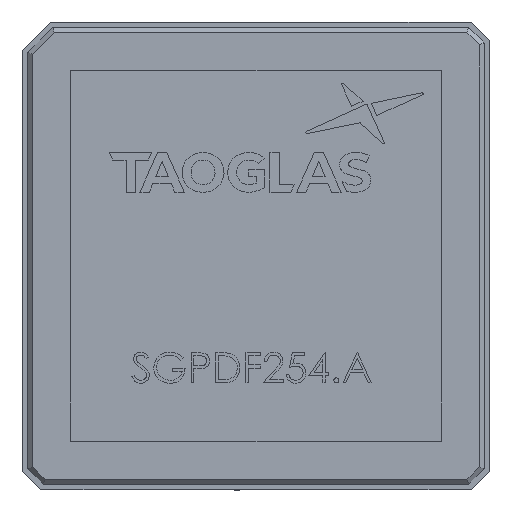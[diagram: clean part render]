
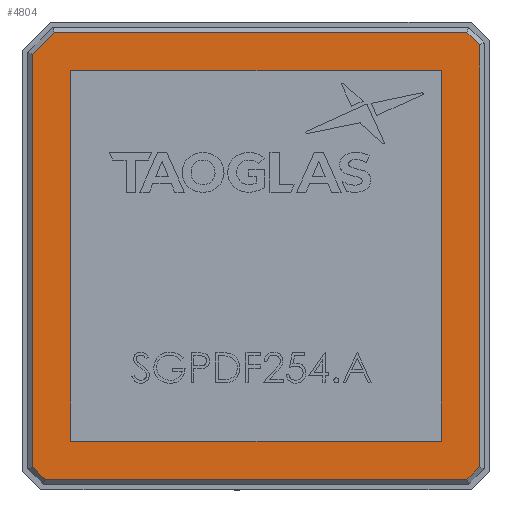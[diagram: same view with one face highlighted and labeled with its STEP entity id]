
A CAD part, top view. The second image highlights one B-rep face of the part: STEP entity #4804.
In plain terms, the highlighted planar face has unit normal (0, 0, 1).
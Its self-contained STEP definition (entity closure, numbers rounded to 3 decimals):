
#44 = VECTOR ( 'NONE', #4052, 1000. ) ;
#116 = DIRECTION ( 'NONE',  ( 0.707, -0.707, 0. ) ) ;
#128 = EDGE_CURVE ( 'NONE', #5396, #1225, #2742, .T. ) ;
#159 = CARTESIAN_POINT ( 'NONE',  ( 24.523, 1.301, 4. ) ) ;
#161 = EDGE_CURVE ( 'NONE', #3004, #4813, #214, .T. ) ;
#190 = CARTESIAN_POINT ( 'NONE',  ( 0.55, 1.124, 4. ) ) ;
#214 = LINE ( 'NONE', #2719, #3007 ) ;
#403 = DIRECTION ( 'NONE',  ( 0., 0., 1. ) ) ;
#439 = VERTEX_POINT ( 'NONE', #5371 ) ;
#460 = CARTESIAN_POINT ( 'NONE',  ( 22.4, 22.4, 4. ) ) ;
#523 = EDGE_LOOP ( 'NONE', ( #3171, #1690, #3229, #1959 ) ) ;
#777 = CARTESIAN_POINT ( 'NONE',  ( 23.699, 24.523, 4. ) ) ;
#833 = EDGE_CURVE ( 'NONE', #2385, #4694, #3985, .T. ) ;
#1225 = VERTEX_POINT ( 'NONE', #460 ) ;
#1273 = CARTESIAN_POINT ( 'NONE',  ( 2.6, 2.6, 4. ) ) ;
#1333 = CARTESIAN_POINT ( 'NONE',  ( 0., 0., 4. ) ) ;
#1458 = CARTESIAN_POINT ( 'NONE',  ( 22.4, 2.6, 4. ) ) ;
#1460 = AXIS2_PLACEMENT_3D ( 'NONE', #1333, #403, #3026 ) ;
#1493 = CARTESIAN_POINT ( 'NONE',  ( 22.4, 2.6, 4. ) ) ;
#1531 = CARTESIAN_POINT ( 'NONE',  ( 23.876, 0.55, 4. ) ) ;
#1690 = ORIENTED_EDGE ( 'NONE', *, *, #2207, .F. ) ;
#1781 = CARTESIAN_POINT ( 'NONE',  ( 1.301, 0.477, 4. ) ) ;
#1796 = ORIENTED_EDGE ( 'NONE', *, *, #833, .T. ) ;
#1898 = EDGE_CURVE ( 'NONE', #3866, #3004, #2193, .T. ) ;
#1954 = EDGE_CURVE ( 'NONE', #1961, #2385, #1965, .T. ) ;
#1955 = LINE ( 'NONE', #2792, #2334 ) ;
#1959 = ORIENTED_EDGE ( 'NONE', *, *, #3165, .F. ) ;
#1961 = VERTEX_POINT ( 'NONE', #5253 ) ;
#1965 = LINE ( 'NONE', #2801, #5320 ) ;
#2155 = VECTOR ( 'NONE', #3226, 1000. ) ;
#2168 = ORIENTED_EDGE ( 'NONE', *, *, #161, .T. ) ;
#2193 = LINE ( 'NONE', #159, #2512 ) ;
#2207 = EDGE_CURVE ( 'NONE', #2636, #5396, #4250, .T. ) ;
#2299 = EDGE_LOOP ( 'NONE', ( #4054, #2168, #4640, #2666, #2602, #1796, #5080, #3826 ) ) ;
#2301 = EDGE_CURVE ( 'NONE', #3883, #1961, #1955, .T. ) ;
#2306 = EDGE_CURVE ( 'NONE', #4788, #3866, #3637, .T. ) ;
#2334 = VECTOR ( 'NONE', #4854, 1000. ) ;
#2380 = DIRECTION ( 'NONE',  ( 0., 1., 0. ) ) ;
#2385 = VERTEX_POINT ( 'NONE', #2927 ) ;
#2512 = VECTOR ( 'NONE', #3464, 1000. ) ;
#2602 = ORIENTED_EDGE ( 'NONE', *, *, #1954, .T. ) ;
#2636 = VERTEX_POINT ( 'NONE', #4580 ) ;
#2666 = ORIENTED_EDGE ( 'NONE', *, *, #2301, .T. ) ;
#2705 = EDGE_CURVE ( 'NONE', #4694, #4788, #3386, .T. ) ;
#2719 = CARTESIAN_POINT ( 'NONE',  ( 24.45, 23.876, 4. ) ) ;
#2742 = LINE ( 'NONE', #1458, #3093 ) ;
#2785 = VECTOR ( 'NONE', #3738, 1000. ) ;
#2792 = CARTESIAN_POINT ( 'NONE',  ( 1.624, 24.45, 4. ) ) ;
#2801 = CARTESIAN_POINT ( 'NONE',  ( 0.477, 23.199, 4. ) ) ;
#2927 = CARTESIAN_POINT ( 'NONE',  ( 0.55, 23.272, 4. ) ) ;
#3004 = VERTEX_POINT ( 'NONE', #4362 ) ;
#3007 = VECTOR ( 'NONE', #2380, 1000. ) ;
#3021 = VECTOR ( 'NONE', #4094, 1000. ) ;
#3026 = DIRECTION ( 'NONE',  ( 1., 0., 0. ) ) ;
#3093 = VECTOR ( 'NONE', #3172, 1000. ) ;
#3165 = EDGE_CURVE ( 'NONE', #1225, #439, #4002, .T. ) ;
#3171 = ORIENTED_EDGE ( 'NONE', *, *, #128, .F. ) ;
#3172 = DIRECTION ( 'NONE',  ( 0., 1., 0. ) ) ;
#3213 = EDGE_CURVE ( 'NONE', #4813, #3883, #4574, .T. ) ;
#3226 = DIRECTION ( 'NONE',  ( 1., 0., 0. ) ) ;
#3229 = ORIENTED_EDGE ( 'NONE', *, *, #4292, .F. ) ;
#3360 = CARTESIAN_POINT ( 'NONE',  ( 23.772, 0.55, 4. ) ) ;
#3386 = LINE ( 'NONE', #1781, #4980 ) ;
#3390 = FACE_OUTER_BOUND ( 'NONE', #2299, .T. ) ;
#3447 = PLANE ( 'NONE',  #1460 ) ;
#3464 = DIRECTION ( 'NONE',  ( 0.707, 0.707, 0. ) ) ;
#3637 = LINE ( 'NONE', #1531, #2155 ) ;
#3738 = DIRECTION ( 'NONE',  ( -0.707, 0.707, 0. ) ) ;
#3771 = DIRECTION ( 'NONE',  ( 0., -1., 0. ) ) ;
#3826 = ORIENTED_EDGE ( 'NONE', *, *, #2306, .T. ) ;
#3860 = FACE_BOUND ( 'NONE', #523, .T. ) ;
#3866 = VERTEX_POINT ( 'NONE', #3360 ) ;
#3883 = VERTEX_POINT ( 'NONE', #4239 ) ;
#3884 = CARTESIAN_POINT ( 'NONE',  ( 24.45, 23.772, 4. ) ) ;
#3954 = CARTESIAN_POINT ( 'NONE',  ( 0.55, 1.228, 4. ) ) ;
#3985 = LINE ( 'NONE', #190, #3021 ) ;
#4002 = LINE ( 'NONE', #5271, #44 ) ;
#4052 = DIRECTION ( 'NONE',  ( -1., 0., 0. ) ) ;
#4054 = ORIENTED_EDGE ( 'NONE', *, *, #1898, .T. ) ;
#4073 = CARTESIAN_POINT ( 'NONE',  ( 1.228, 0.55, 4. ) ) ;
#4094 = DIRECTION ( 'NONE',  ( 0., -1., 0. ) ) ;
#4209 = LINE ( 'NONE', #1273, #5432 ) ;
#4239 = CARTESIAN_POINT ( 'NONE',  ( 23.772, 24.45, 4. ) ) ;
#4250 = LINE ( 'NONE', #4758, #4264 ) ;
#4264 = VECTOR ( 'NONE', #4734, 1000. ) ;
#4292 = EDGE_CURVE ( 'NONE', #439, #2636, #4209, .T. ) ;
#4362 = CARTESIAN_POINT ( 'NONE',  ( 24.45, 1.228, 4. ) ) ;
#4479 = DIRECTION ( 'NONE',  ( -0.707, -0.707, 0. ) ) ;
#4574 = LINE ( 'NONE', #777, #2785 ) ;
#4580 = CARTESIAN_POINT ( 'NONE',  ( 2.6, 2.6, 4. ) ) ;
#4640 = ORIENTED_EDGE ( 'NONE', *, *, #3213, .T. ) ;
#4694 = VERTEX_POINT ( 'NONE', #3954 ) ;
#4734 = DIRECTION ( 'NONE',  ( 1., 0., 0. ) ) ;
#4758 = CARTESIAN_POINT ( 'NONE',  ( 2.6, 2.6, 4. ) ) ;
#4788 = VERTEX_POINT ( 'NONE', #4073 ) ;
#4804 = ADVANCED_FACE ( 'NONE', ( #3860, #3390 ), #3447, .T. ) ;
#4813 = VERTEX_POINT ( 'NONE', #3884 ) ;
#4854 = DIRECTION ( 'NONE',  ( -1., 0., 0. ) ) ;
#4980 = VECTOR ( 'NONE', #116, 1000. ) ;
#5080 = ORIENTED_EDGE ( 'NONE', *, *, #2705, .T. ) ;
#5253 = CARTESIAN_POINT ( 'NONE',  ( 1.728, 24.45, 4. ) ) ;
#5271 = CARTESIAN_POINT ( 'NONE',  ( 2.6, 22.4, 4. ) ) ;
#5320 = VECTOR ( 'NONE', #4479, 1000. ) ;
#5371 = CARTESIAN_POINT ( 'NONE',  ( 2.6, 22.4, 4. ) ) ;
#5396 = VERTEX_POINT ( 'NONE', #1493 ) ;
#5432 = VECTOR ( 'NONE', #3771, 1000. ) ;
